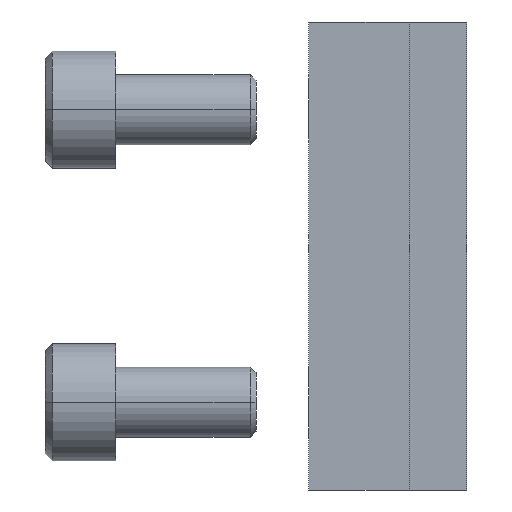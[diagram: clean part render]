
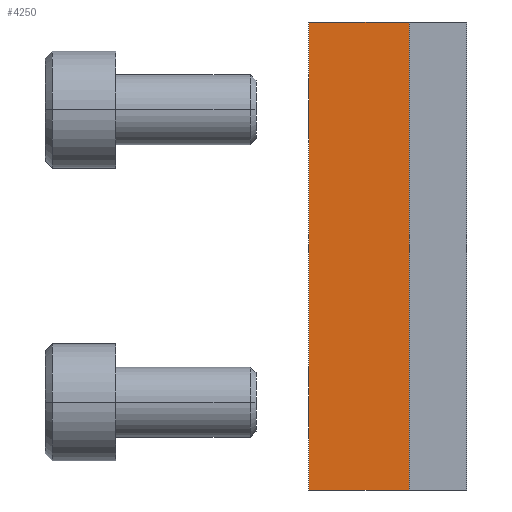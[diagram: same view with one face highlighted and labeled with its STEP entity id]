
A CAD part, front view. The second image highlights one B-rep face of the part: STEP entity #4250.
In plain terms, the highlighted planar face has unit normal (0, -1, 0).
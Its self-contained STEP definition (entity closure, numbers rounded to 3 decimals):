
#200=CARTESIAN_POINT('',(-6.5,-5.,-7.5));
#210=VERTEX_POINT('',#200);
#240=CARTESIAN_POINT('',(0.,-5.,-7.5));
#250=DIRECTION('',(1.,0.,0.));
#260=VECTOR('',#250,1.);
#270=LINE('',#240,#260);
#280=CARTESIAN_POINT('',(2.1,-5.,-7.5));
#290=VERTEX_POINT('',#280);
#300=EDGE_CURVE('',#210,#290,#270,.T.);
#1900=CARTESIAN_POINT('',(2.1,-5.,32.5));
#1910=VERTEX_POINT('',#1900);
#1940=CARTESIAN_POINT('',(0.,-5.,32.5));
#1950=DIRECTION('',(-1.,0.,0.));
#1960=VECTOR('',#1950,1.);
#1970=LINE('',#1940,#1960);
#1980=CARTESIAN_POINT('',(-6.5,-5.,32.5));
#1990=VERTEX_POINT('',#1980);
#2000=EDGE_CURVE('',#1910,#1990,#1970,.T.);
#3990=CARTESIAN_POINT('',(2.1,-5.,0.));
#4000=DIRECTION('',(0.,0.,1.));
#4010=VECTOR('',#4000,1.);
#4020=LINE('',#3990,#4010);
#4030=EDGE_CURVE('',#290,#1910,#4020,.T.);
#4090=CARTESIAN_POINT('',(2.186,-5.,-7.9));
#4100=DIRECTION('',(-0.,-1.,-0.));
#4110=DIRECTION('',(-1.,0.,0.));
#4120=AXIS2_PLACEMENT_3D('',#4090,#4100,#4110);
#4130=PLANE('',#4120);
#4140=ORIENTED_EDGE('',*,*,#4030,.T.);
#4150=ORIENTED_EDGE('',*,*,#300,.T.);
#4160=CARTESIAN_POINT('',(-6.5,-5.,0.));
#4170=DIRECTION('',(0.,0.,1.));
#4180=VECTOR('',#4170,1.);
#4190=LINE('',#4160,#4180);
#4200=EDGE_CURVE('',#210,#1990,#4190,.T.);
#4210=ORIENTED_EDGE('',*,*,#4200,.F.);
#4220=ORIENTED_EDGE('',*,*,#2000,.T.);
#4230=EDGE_LOOP('',(#4220,#4210,#4150,#4140));
#4240=FACE_OUTER_BOUND('',#4230,.T.);
#4250=ADVANCED_FACE('',(#4240),#4130,.T.);
